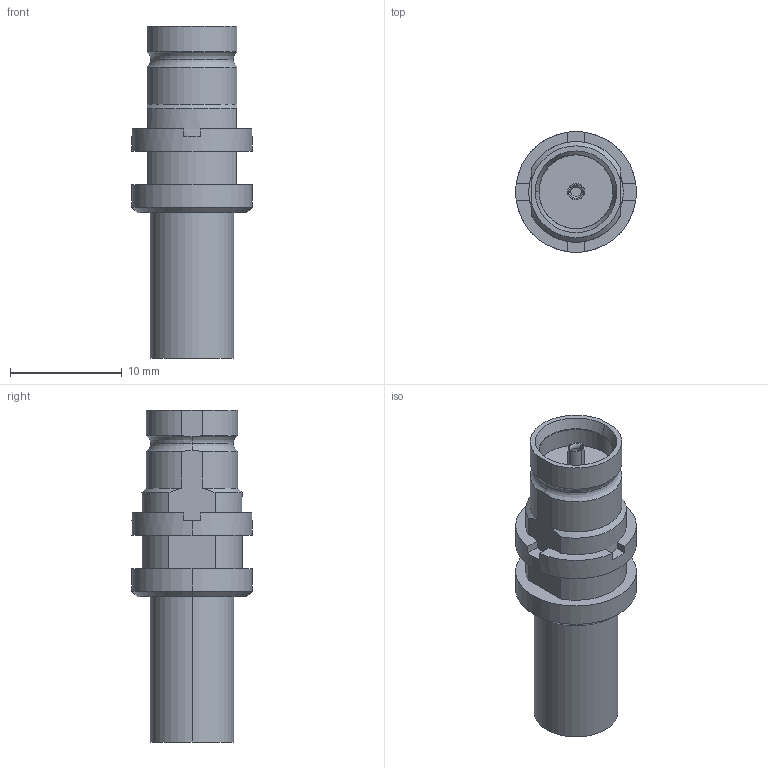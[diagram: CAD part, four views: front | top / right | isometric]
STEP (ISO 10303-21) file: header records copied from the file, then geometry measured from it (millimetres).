
FILE_DESCRIPTION (( 'STEP AP214' ), '1' );
FILE_NAME ('J01073K2000.STEP', '2018-09-18T13:57:19', ( '' ), ( '' ), 'SwSTEP 2.0', 'SolidWorks 2017', '' );
FILE_SCHEMA (( 'AUTOMOTIVE_DESIGN' ));
Length unit declared in the file: millimetre
Products named in the file (1): J01073K2000
Bounding box: 10.8 x 10.8 x 29.7 mm (x, y, z)
Volume: 1270.9 mm3; surface area: 1378.9 mm2
Topology: 1 solids, 1 shells, 84 faces, 219 edges, 142 vertices
Faces by surface type: plane 35, cylinder 31, cone 10, torus 8
Entity records: 3564 total; most frequent: CARTESIAN_POINT 528, DIRECTION 459, ORIENTED_EDGE 438, EDGE_CURVE 219, AXIS2_PLACEMENT_3D 177, VERTEX_POINT 142, LINE 105, VECTOR 105
